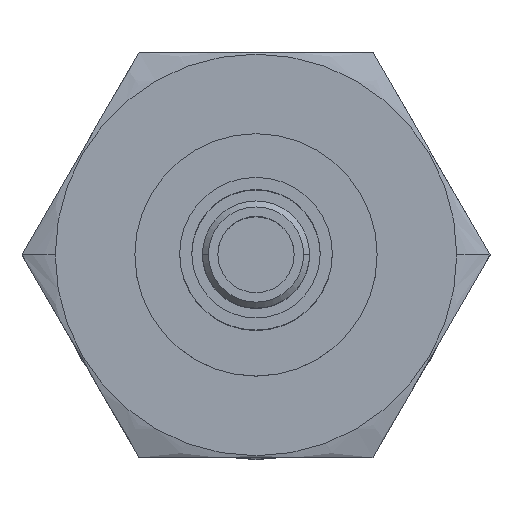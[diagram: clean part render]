
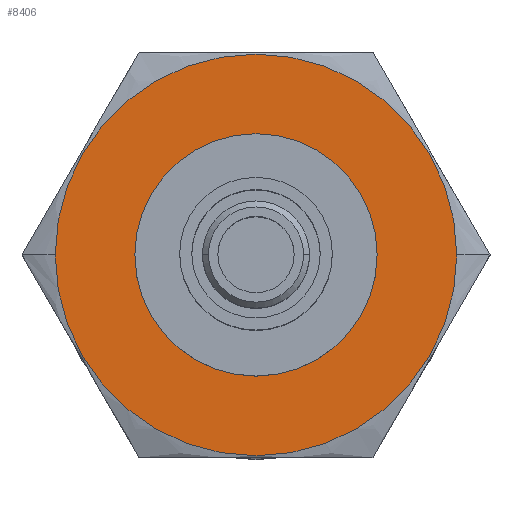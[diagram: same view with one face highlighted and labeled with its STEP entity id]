
A CAD part, top view. The second image highlights one B-rep face of the part: STEP entity #8406.
In plain terms, the highlighted planar face has unit normal (0, 0, 1).
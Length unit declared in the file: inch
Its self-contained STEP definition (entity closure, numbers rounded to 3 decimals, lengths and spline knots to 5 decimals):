
#427 = VERTEX_POINT ( 'NONE', #2623 ) ;
#442 = VERTEX_POINT ( 'NONE', #2632 ) ;
#2623 = CARTESIAN_POINT ( 'NONE',  ( -0.33143, 0., 0.324 ) ) ;
#2632 = CARTESIAN_POINT ( 'NONE',  ( 0.2, 0., 0.324 ) ) ;
#5333 = DIRECTION ( 'NONE',  ( 1., 0., 0. ) ) ;
#5334 = DIRECTION ( 'NONE',  ( 0., 0., 1. ) ) ;
#5338 = CARTESIAN_POINT ( 'NONE',  ( 0., 0., 0.324 ) ) ;
#5348 = AXIS2_PLACEMENT_3D ( 'NONE', #5338, #5334, #5333 ) ;
#5356 = CIRCLE ( 'NONE', #5348, 0.33143 ) ;
#5405 = DIRECTION ( 'NONE',  ( -1., 0., 0. ) ) ;
#5406 = DIRECTION ( 'NONE',  ( 0., 0., -1. ) ) ;
#5407 = CARTESIAN_POINT ( 'NONE',  ( 0., -0.669, 0.324 ) ) ;
#5411 = DIRECTION ( 'NONE',  ( -1., 0., 0. ) ) ;
#5412 = DIRECTION ( 'NONE',  ( 0., 0., 1. ) ) ;
#5413 = CARTESIAN_POINT ( 'NONE',  ( 0., 0., 0.324 ) ) ;
#5414 = AXIS2_PLACEMENT_3D ( 'NONE', #5413, #5412, #5411 ) ;
#5417 = AXIS2_PLACEMENT_3D ( 'NONE', #5407, #5406, #5405 ) ;
#5418 = CIRCLE ( 'NONE', #5414, 0.2 ) ;
#5420 = FACE_BOUND ( 'NONE', #8401, .T. ) ;
#5421 = PLANE ( 'NONE',  #5417 ) ;
#5422 = FACE_OUTER_BOUND ( 'NONE', #8386, .T. ) ;
#6661 = AXIS2_PLACEMENT_3D ( 'NONE', #6728, #6727, #6726 ) ;
#6691 = CARTESIAN_POINT ( 'NONE',  ( 0.33143, 0., 0.324 ) ) ;
#6692 = CIRCLE ( 'NONE', #6661, 0.33143 ) ;
#6695 = CARTESIAN_POINT ( 'NONE',  ( 0., 0., 0.324 ) ) ;
#6696 = CARTESIAN_POINT ( 'NONE',  ( -0.2, 0., 0.324 ) ) ;
#6726 = DIRECTION ( 'NONE',  ( 1., 0., 0. ) ) ;
#6727 = DIRECTION ( 'NONE',  ( 0., 0., 1. ) ) ;
#6728 = CARTESIAN_POINT ( 'NONE',  ( 0., 0., 0.324 ) ) ;
#6753 = DIRECTION ( 'NONE',  ( -1., 0., 0. ) ) ;
#6754 = DIRECTION ( 'NONE',  ( 0., 0., 1. ) ) ;
#6755 = AXIS2_PLACEMENT_3D ( 'NONE', #6695, #6754, #6753 ) ;
#6756 = CIRCLE ( 'NONE', #6755, 0.2 ) ;
#8363 = EDGE_CURVE ( 'NONE', #427, #9110, #5356, .T. ) ;
#8386 = EDGE_LOOP ( 'NONE', ( #8402, #8396 ) ) ;
#8396 = ORIENTED_EDGE ( 'NONE', *, *, #8363, .T. ) ;
#8401 = EDGE_LOOP ( 'NONE', ( #8419, #8425 ) ) ;
#8402 = ORIENTED_EDGE ( 'NONE', *, *, #9111, .T. ) ;
#8405 = EDGE_CURVE ( 'NONE', #9127, #442, #5418, .T. ) ;
#8406 = ADVANCED_FACE ( 'NONE', ( #5422, #5420 ), #5421, .F. ) ;
#8419 = ORIENTED_EDGE ( 'NONE', *, *, #8405, .F. ) ;
#8425 = ORIENTED_EDGE ( 'NONE', *, *, #9121, .F. ) ;
#9110 = VERTEX_POINT ( 'NONE', #6691 ) ;
#9111 = EDGE_CURVE ( 'NONE', #9110, #427, #6692, .T. ) ;
#9121 = EDGE_CURVE ( 'NONE', #442, #9127, #6756, .T. ) ;
#9127 = VERTEX_POINT ( 'NONE', #6696 ) ;
